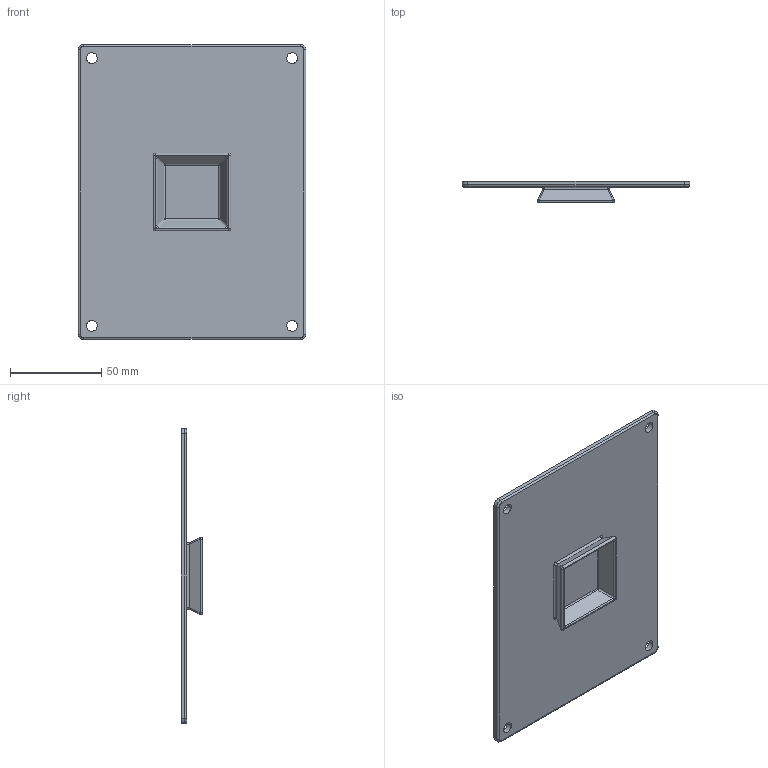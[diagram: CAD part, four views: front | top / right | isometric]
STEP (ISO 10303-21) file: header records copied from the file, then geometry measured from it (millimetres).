
FILE_DESCRIPTION(('FreeCAD Model'),'2;1');
FILE_NAME('Open CASCADE Shape Model','2025-02-25T14:46:36',('Author'),( ''),'Open CASCADE STEP processor 7.6','FreeCAD','Unknown');
FILE_SCHEMA(('AUTOMOTIVE_DESIGN { 1 0 10303 214 1 1 1 1 }'));
Length unit declared in the file: millimetre
Products named in the file (1): RSUHolderBody
Bounding box: 125 x 11.8 x 162 mm (x, y, z)
Volume: 63251.3 mm3; surface area: 44511.2 mm2
Topology: 1 solids, 1 shells, 72 faces, 164 edges, 88 vertices
Faces by surface type: cylinder 28, plane 16, bspline 16, sphere 8, torus 4
Full cylindrical faces by diameter (mm): 6 x4
Entity records: 5037 total; most frequent: CARTESIAN_POINT 2050, DIRECTION 512, ORIENTED_EDGE 312, PCURVE 312, DEFINITIONAL_REPRESENTATION 312, LINE 288, VECTOR 288, EDGE_CURVE 156
